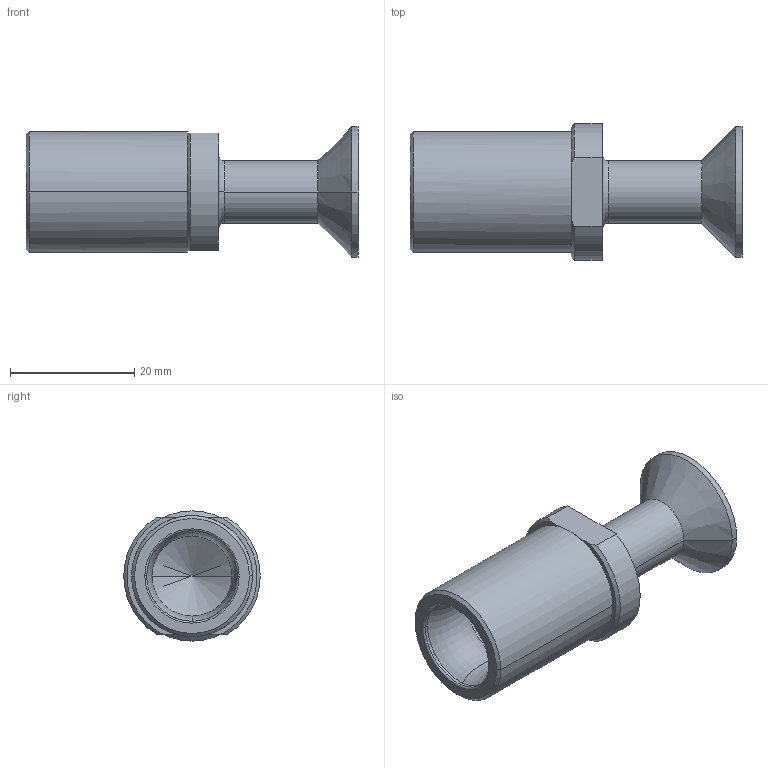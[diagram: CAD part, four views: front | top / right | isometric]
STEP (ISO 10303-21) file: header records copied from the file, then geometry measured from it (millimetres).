
FILE_DESCRIPTION((''),'2;1');
FILE_NAME('3D_1010291201703_CHSF350-35G_V1','2020-09-07T',('f.li'),(''),'PRO/ENGINEER BY PARAMETRIC TECHNOLOGY CORPORATION, 2012480','PRO/ENGINEER BY PARAMETRIC TECHNOLOGY CORPORATION, 2012480','');
FILE_SCHEMA(('CONFIG_CONTROL_DESIGN'));
Length unit declared in the file: millimetre
Products named in the file (1): 3D_1010291201703_CHSF350-35G_V1
Bounding box: 53.5 x 22 x 21 mm (x, y, z)
Volume: 8018.6 mm3; surface area: 5355.5 mm2
Topology: 1 solids, 1 shells, 49 faces, 120 edges, 74 vertices
Faces by surface type: cylinder 20, cone 12, plane 11, torus 6
Entity records: 1511 total; most frequent: CARTESIAN_POINT 280, DIRECTION 278, ORIENTED_EDGE 232, AXIS2_PLACEMENT_3D 119, EDGE_CURVE 116, VERTEX_POINT 74, CIRCLE 70, EDGE_LOOP 56
